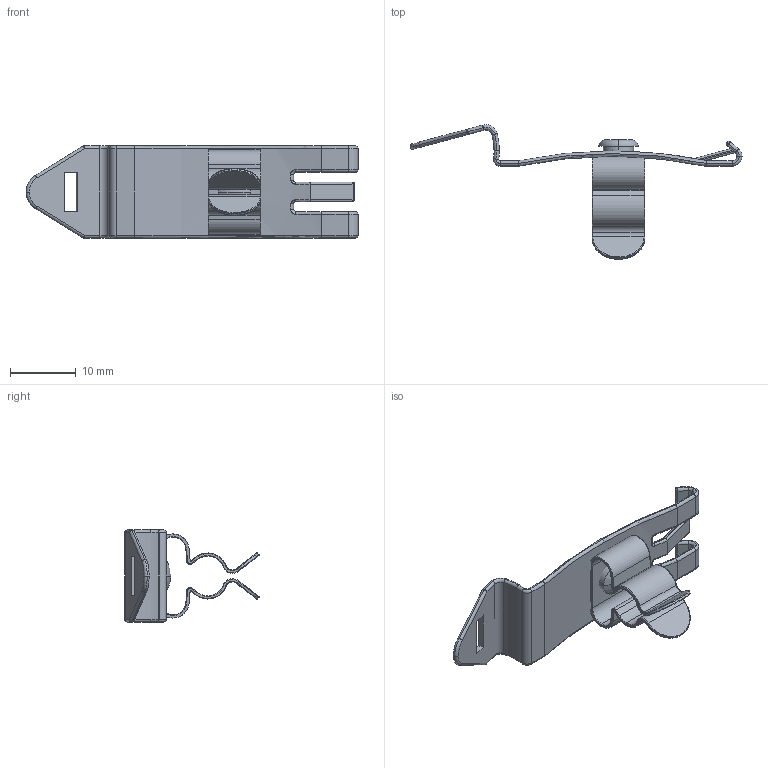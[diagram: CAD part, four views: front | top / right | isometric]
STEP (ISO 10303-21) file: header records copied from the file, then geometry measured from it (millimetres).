
FILE_DESCRIPTION (( 'STEP AP214' ), '1' );
FILE_NAME ('1030-002.STEP', '2024-03-22T08:37:35', ( '' ), ( '' ), 'SwSTEP 2.0', 'SolidWorks 2022', '' );
FILE_SCHEMA (( 'AUTOMOTIVE_DESIGN' ));
Length unit declared in the file: millimetre
Products named in the file (4): 1010-002.; 1030-020; 1030-002; 3x1,5_2mm Blechstärke
Assembly tree (3 placements, depth 2):
  1030-002
    1030-020
    3x1,5_2mm Blechstärke
    1010-002.
Bounding box: 50.51 x 20.46 x 14 mm (x, y, z)
Volume: 820.4 mm3; surface area: 2495.2 mm2
Topology: 3 solids, 3 shells, 292 faces, 673 edges, 372 vertices
Faces by surface type: cylinder 121, bspline 59, torus 54, plane 41, sphere 17
Entity records: 10605 total; most frequent: CARTESIAN_POINT 4217, DIRECTION 1367, ORIENTED_EDGE 1300, EDGE_CURVE 650, AXIS2_PLACEMENT_3D 577, VERTEX_POINT 368, CIRCLE 338, EDGE_LOOP 302
